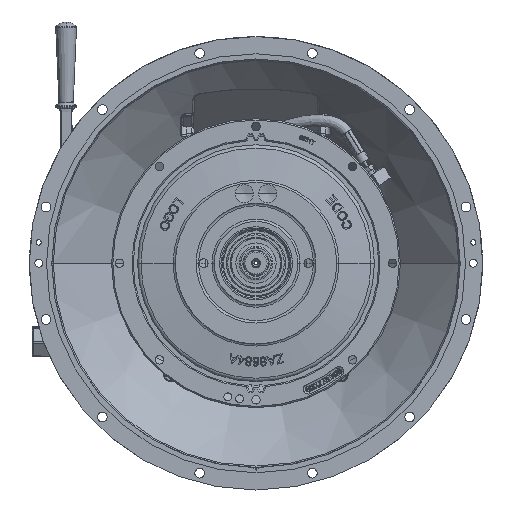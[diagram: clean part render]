
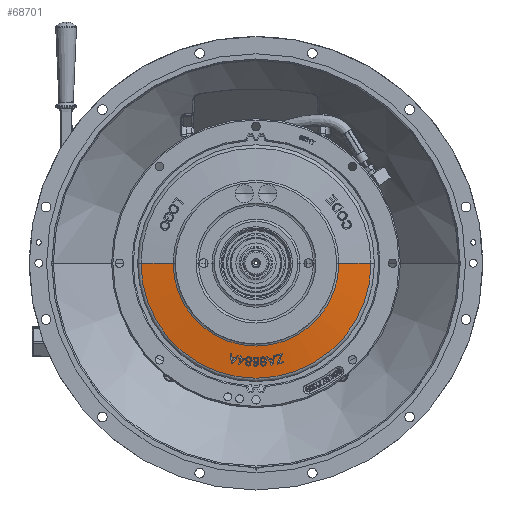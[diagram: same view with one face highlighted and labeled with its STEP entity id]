
A CAD part, top view. The second image highlights one B-rep face of the part: STEP entity #68701.
In plain terms, the highlighted conical face has half-angle 82.396 degrees and reference radius 144.463 mm.
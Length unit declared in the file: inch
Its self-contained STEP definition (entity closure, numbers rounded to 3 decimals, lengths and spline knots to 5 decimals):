
#10480 = VECTOR ( 'NONE', #114210, 39.37008 ) ;
#10491 = LINE ( 'NONE', #114204, #10480 ) ;
#10736 = CIRCLE ( 'NONE', #124497, 5.52695 ) ;
#11888 = VERTEX_POINT ( 'NONE', #38411 ) ;
#11892 = VERTEX_POINT ( 'NONE', #38413 ) ;
#11900 = VERTEX_POINT ( 'NONE', #38417 ) ;
#11902 = VERTEX_POINT ( 'NONE', #38418 ) ;
#38411 = CARTESIAN_POINT ( 'NONE',  ( 5.52695, 0., -0.31 ) ) ;
#38413 = CARTESIAN_POINT ( 'NONE',  ( -5.52695, 0., -0.31 ) ) ;
#38417 = CARTESIAN_POINT ( 'NONE',  ( -3.98047, 0., -0.10354 ) ) ;
#38418 = CARTESIAN_POINT ( 'NONE',  ( 3.98047, 0., -0.10354 ) ) ;
#54572 = LINE ( 'NONE', #72334, #54573 ) ;
#54573 = VECTOR ( 'NONE', #72336, 39.37008 ) ;
#54800 = CIRCLE ( 'NONE', #125352, 3.98047 ) ;
#59482 = CONICAL_SURFACE ( 'NONE', #88339, 5.6875, 1.438 ) ;
#59489 = FACE_OUTER_BOUND ( 'NONE', #121038, .T. ) ;
#63666 = ORIENTED_EDGE ( 'NONE', *, *, #90813, .T. ) ;
#63736 = ORIENTED_EDGE ( 'NONE', *, *, #89811, .F. ) ;
#64337 = ORIENTED_EDGE ( 'NONE', *, *, #90996, .F. ) ;
#64338 = ORIENTED_EDGE ( 'NONE', *, *, #90045, .T. ) ;
#68701 = ADVANCED_FACE ( 'NONE', ( #59489 ), #59482, .T. ) ;
#72334 = CARTESIAN_POINT ( 'NONE',  ( -5.6875, 0., -0.33143 ) ) ;
#72336 = DIRECTION ( 'NONE',  ( -0.991, 0., -0.132 ) ) ;
#84360 = DIRECTION ( 'NONE',  ( 1., 0., 0. ) ) ;
#84362 = DIRECTION ( 'NONE',  ( 0., 0., -1. ) ) ;
#84378 = CARTESIAN_POINT ( 'NONE',  ( 0., 0., -0.33143 ) ) ;
#88339 = AXIS2_PLACEMENT_3D ( 'NONE', #84378, #84362, #84360 ) ;
#89811 = EDGE_CURVE ( 'NONE', #11902, #11888, #10491, .T. ) ;
#90045 = EDGE_CURVE ( 'NONE', #11892, #11888, #10736, .T. ) ;
#90813 = EDGE_CURVE ( 'NONE', #11900, #11892, #54572, .T. ) ;
#90996 = EDGE_CURVE ( 'NONE', #11900, #11902, #54800, .T. ) ;
#114204 = CARTESIAN_POINT ( 'NONE',  ( 5.6875, 0., -0.33143 ) ) ;
#114210 = DIRECTION ( 'NONE',  ( 0.991, 0., -0.132 ) ) ;
#121038 = EDGE_LOOP ( 'NONE', ( #64337, #63666, #64338, #63736 ) ) ;
#121309 = CARTESIAN_POINT ( 'NONE',  ( 0., 0., -0.10354 ) ) ;
#121316 = DIRECTION ( 'NONE',  ( 0., 0., 1. ) ) ;
#121318 = DIRECTION ( 'NONE',  ( -1., 0., 0. ) ) ;
#124497 = AXIS2_PLACEMENT_3D ( 'NONE', #125736, #125740, #125743 ) ;
#125352 = AXIS2_PLACEMENT_3D ( 'NONE', #121309, #121316, #121318 ) ;
#125736 = CARTESIAN_POINT ( 'NONE',  ( 0., 0., -0.31 ) ) ;
#125740 = DIRECTION ( 'NONE',  ( 0., 0., 1. ) ) ;
#125743 = DIRECTION ( 'NONE',  ( -1., 0., 0. ) ) ;
